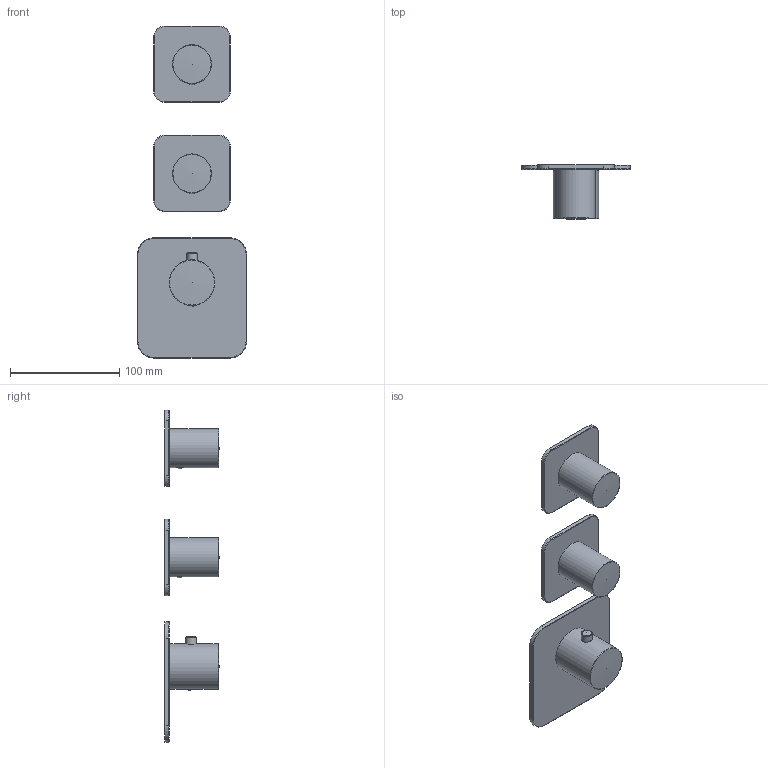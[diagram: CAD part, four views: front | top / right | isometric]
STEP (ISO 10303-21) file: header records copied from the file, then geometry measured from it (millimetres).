
FILE_DESCRIPTION(/* description */ ('Unknown'),/* implementation_level */ '2;1');
FILE_NAME(/* name */ 'GLF012',/* time_stamp */ '2021-07-21T11:07:06+02:00',/* author */ ('Unknown'),/* organization */ ('Unknown'),/* preprocessor_version */ 'ST-DEVELOPER v16.7',/* originating_system */ 'DEX',/* authorisation */ $);
FILE_SCHEMA (('AUTOMOTIVE_DESIGN {1 0 10303 214 3 1 1}'));
Length unit declared in the file: millimetre
Products named in the file (7): GLF012EXT-00; C034002_00101ZZ; C023005_00101DL; C037011_00101ZZ; A047068_00101ZZ; C034003_00101ZZ; C023006_00101ZZ
Assembly tree (10 placements, depth 2):
  GLF012EXT-00
    C034002_00101ZZ
    C023005_00101DL
    C037011_00101ZZ
    A047068_00101ZZ  x3
    C034003_00101ZZ  x2
    C023006_00101ZZ  x2
Bounding box: 100 x 49.5 x 304 mm (x, y, z)
Volume: 155529.3 mm3; surface area: 86308.2 mm2
Topology: 10 solids, 10 shells, 401 faces, 1030 edges, 669 vertices
Faces by surface type: cylinder 146, plane 98, bspline 91, cone 33, torus 26, sphere 7
Full cylindrical faces by diameter (mm): 3.3 x8, 4.1 x1, 4.2 x4, 4.3 x1, 6 x1, 6.4 x3, 7.6 x3, 8 x3, 9.95 x1, 10 x3, 10.1 x1, 12.1 x3, 17 x2, 22 x3, 32 x2, 35.7 x2, 38.5 x1, 41.7 x1
Entity records: 17475 total; most frequent: CARTESIAN_POINT 11713, ORIENTED_EDGE 1200, DIRECTION 945, EDGE_CURVE 600, VERTEX_POINT 410, AXIS2_PLACEMENT_3D 399, FACE_BOUND 364, EDGE_LOOP 362
